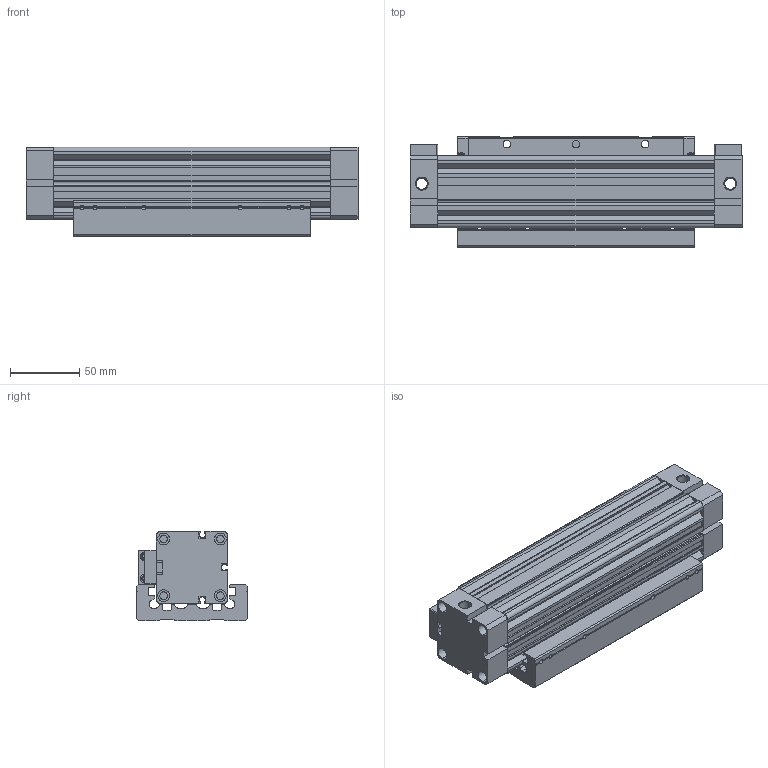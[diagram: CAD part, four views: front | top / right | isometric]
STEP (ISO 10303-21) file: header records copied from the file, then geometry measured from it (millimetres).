
FILE_DESCRIPTION (( 'STEP AP214' ), '1' );
FILE_NAME ('ZF 32-0 RODLESS CYLINDER.STEP', '2010-08-06T15:33:02', ( '' ), ( '' ), 'SwSTEP 2.0', 'SolidWorks 2010', '' );
FILE_SCHEMA (( 'AUTOMOTIVE_DESIGN' ));
Length unit declared in the file: millimetre
Products named in the file (7): ZS 32  BORU; ZS  32  KAPAK; KIZAKLI  PÝSTON; SIYIRICI; BANT  KAPAÐI; ZF  32  YATAK; ZF  32-0  RODLESS  CYLINDER
Assembly tree (9 placements, depth 2):
  ZF  32-0  RODLESS  CYLINDER
    ZS  32  KAPAK  x2
    KIZAKLI  PÝSTON
    ZS 32  BORU
    SIYIRICI  x2
    BANT  KAPAÐI  x2
    ZF  32  YATAK
Bounding box: 240 x 80 x 64.52 mm (x, y, z)
Volume: 803266.3 mm3; surface area: 208499.9 mm2
Topology: 9 solids, 9 shells, 809 faces, 2427 edges, 1610 vertices
Faces by surface type: plane 425, cylinder 360, cone 24
Entity records: 25051 total; most frequent: CARTESIAN_POINT 5673, ORIENTED_EDGE 4098, DIRECTION 3601, EDGE_CURVE 2049, VERTEX_POINT 1362, AXIS2_PLACEMENT_3D 1216, LINE 1169, VECTOR 1169
